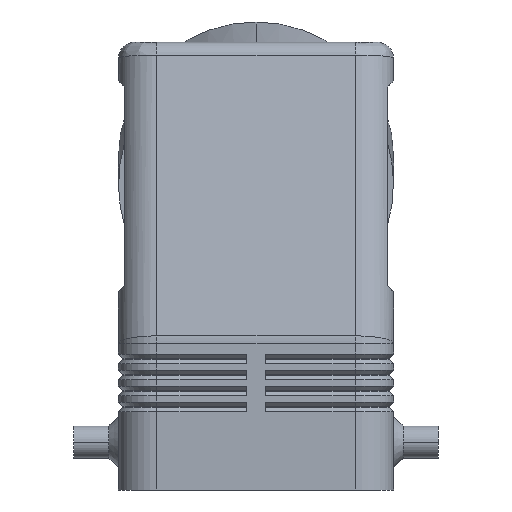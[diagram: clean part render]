
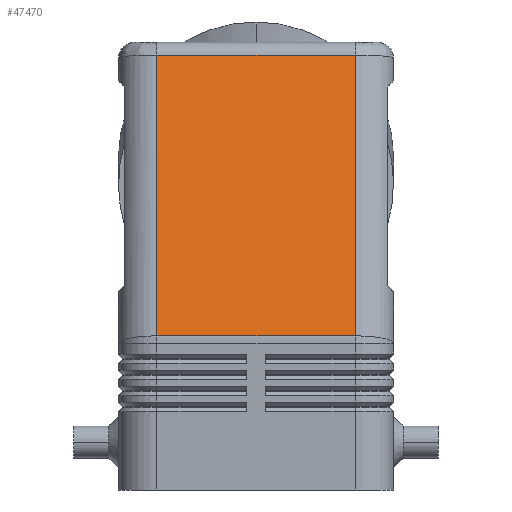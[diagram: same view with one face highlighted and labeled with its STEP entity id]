
A CAD part, left-side view. The second image highlights one B-rep face of the part: STEP entity #47470.
In plain terms, the highlighted planar face has unit normal (-0.98, 0, 0.2).
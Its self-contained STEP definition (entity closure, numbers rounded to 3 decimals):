
#2360=CARTESIAN_POINT('',(-27.409,15.5,68.));
#2370=VERTEX_POINT('',#2360);
#2400=CARTESIAN_POINT('',(-36.379,15.5,24.094));
#2410=DIRECTION('',(0.2,0.,0.98));
#2420=VECTOR('',#2410,1.);
#2430=LINE('',#2400,#2420);
#2440=CARTESIAN_POINT('',(-36.379,15.5,24.094));
#2450=VERTEX_POINT('',#2440);
#2460=EDGE_CURVE('',#2450,#2370,#2430,.T.);
#3250=CARTESIAN_POINT('',(-27.409,-15.5,68.));
#3260=VERTEX_POINT('',#3250);
#3290=CARTESIAN_POINT('',(-27.409,15.5,68.));
#3300=DIRECTION('',(0.,-1.,0.));
#3310=VECTOR('',#3300,1.);
#3320=LINE('',#3290,#3310);
#3330=EDGE_CURVE('',#2370,#3260,#3320,.T.);
#4000=CARTESIAN_POINT('',(-36.379,-15.5,24.094));
#4010=DIRECTION('',(0.,1.,0.));
#4020=VECTOR('',#4010,1.);
#4030=LINE('',#4000,#4020);
#4040=CARTESIAN_POINT('',(-36.379,-15.5,24.094));
#4050=VERTEX_POINT('',#4040);
#4060=EDGE_CURVE('',#4050,#2450,#4030,.T.);
#5730=CARTESIAN_POINT('',(-27.409,-15.5,68.));
#5740=DIRECTION('',(-0.2,0.,-0.98));
#5750=VECTOR('',#5740,1.);
#5760=LINE('',#5730,#5750);
#5770=EDGE_CURVE('',#3260,#4050,#5760,.T.);
#47360=CARTESIAN_POINT('',(-37.276,-18.6,19.704));
#47370=DIRECTION('',(-0.98,0.,0.2));
#47380=DIRECTION('',(0.2,0.,0.98));
#47390=AXIS2_PLACEMENT_3D('',#47360,#47370,#47380);
#47400=PLANE('',#47390);
#47410=ORIENTED_EDGE('',*,*,#4060,.F.);
#47420=ORIENTED_EDGE('',*,*,#2460,.F.);
#47430=ORIENTED_EDGE('',*,*,#3330,.F.);
#47440=ORIENTED_EDGE('',*,*,#5770,.F.);
#47450=EDGE_LOOP('',(#47440,#47430,#47420,#47410));
#47460=FACE_OUTER_BOUND('',#47450,.T.);
#47470=ADVANCED_FACE('',(#47460),#47400,.T.);
